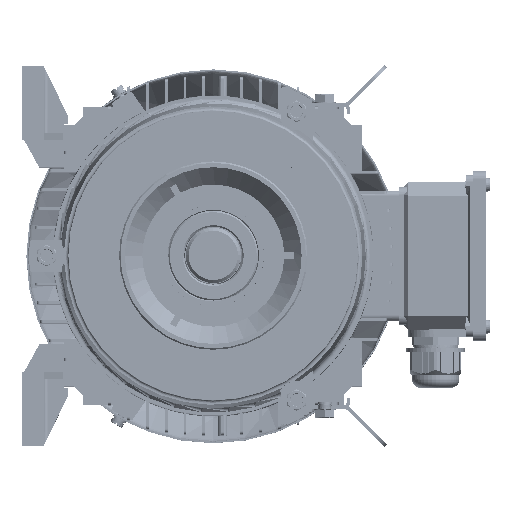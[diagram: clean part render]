
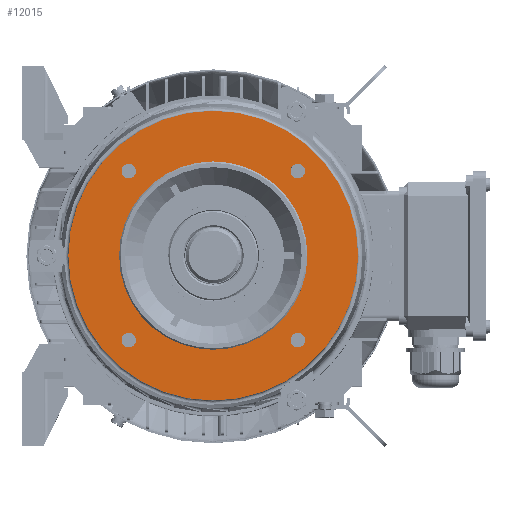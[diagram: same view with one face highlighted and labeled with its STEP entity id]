
A CAD part, top view. The second image highlights one B-rep face of the part: STEP entity #12015.
In plain terms, the highlighted planar face has unit normal (0, 0, 1).
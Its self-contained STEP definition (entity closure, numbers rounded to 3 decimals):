
#2384=FACE_BOUND('',#24853,.T.);
#2385=FACE_BOUND('',#24854,.T.);
#2386=FACE_BOUND('',#24855,.T.);
#2387=FACE_BOUND('',#24856,.T.);
#2388=FACE_BOUND('',#24857,.T.);
#2389=FACE_BOUND('',#24858,.T.);
#4733=PLANE('',#109283);
#12015=ADVANCED_FACE('',(#2384,#2385,#2386,#2387,#2388,#2389),#4733,.F.);
#24853=EDGE_LOOP('',(#65185));
#24854=EDGE_LOOP('',(#65186));
#24855=EDGE_LOOP('',(#65187));
#24856=EDGE_LOOP('',(#65188));
#24857=EDGE_LOOP('',(#65189));
#24858=EDGE_LOOP('',(#65190));
#65185=ORIENTED_EDGE('',*,*,#93979,.F.);
#65186=ORIENTED_EDGE('',*,*,#93980,.F.);
#65187=ORIENTED_EDGE('',*,*,#93981,.F.);
#65188=ORIENTED_EDGE('',*,*,#93982,.T.);
#65189=ORIENTED_EDGE('',*,*,#93983,.F.);
#65190=ORIENTED_EDGE('',*,*,#93984,.F.);
#80686=VERTEX_POINT('',#167975);
#80687=VERTEX_POINT('',#167977);
#80688=VERTEX_POINT('',#167979);
#80689=VERTEX_POINT('',#167981);
#80690=VERTEX_POINT('',#167983);
#80691=VERTEX_POINT('',#167985);
#93979=EDGE_CURVE('',#80686,#80686,#101525,.T.);
#93980=EDGE_CURVE('',#80687,#80687,#101526,.T.);
#93981=EDGE_CURVE('',#80688,#80688,#101527,.T.);
#93982=EDGE_CURVE('',#80689,#80689,#101528,.T.);
#93983=EDGE_CURVE('',#80690,#80690,#101529,.T.);
#93984=EDGE_CURVE('',#80691,#80691,#101530,.T.);
#101525=CIRCLE('',#109277,5.);
#101526=CIRCLE('',#109278,5.);
#101527=CIRCLE('',#109279,65.);
#101528=CIRCLE('',#109280,100.);
#101529=CIRCLE('',#109281,5.);
#101530=CIRCLE('',#109282,5.);
#109277=AXIS2_PLACEMENT_3D('',#167974,#132077,#132078);
#109278=AXIS2_PLACEMENT_3D('',#167976,#132079,#132080);
#109279=AXIS2_PLACEMENT_3D('',#167978,#132081,#132082);
#109280=AXIS2_PLACEMENT_3D('',#167980,#132083,#132084);
#109281=AXIS2_PLACEMENT_3D('',#167982,#132085,#132086);
#109282=AXIS2_PLACEMENT_3D('',#167984,#132087,#132088);
#109283=AXIS2_PLACEMENT_3D('',#167986,#132089,#132090);
#132077=DIRECTION('',(0.,0.,1.));
#132078=DIRECTION('',(0.,1.,0.));
#132079=DIRECTION('',(0.,0.,1.));
#132080=DIRECTION('',(0.,1.,0.));
#132081=DIRECTION('',(0.,0.,1.));
#132082=DIRECTION('',(0.,-1.,0.));
#132083=DIRECTION('',(0.,0.,1.));
#132084=DIRECTION('',(0.,-1.,0.));
#132085=DIRECTION('',(0.,0.,1.));
#132086=DIRECTION('',(0.,1.,0.));
#132087=DIRECTION('',(0.,0.,1.));
#132088=DIRECTION('',(0.,1.,0.));
#132089=DIRECTION('',(0.,0.,-1.));
#132090=DIRECTION('',(0.,1.,0.));
#167974=CARTESIAN_POINT('',(58.336,58.336,284.));
#167975=CARTESIAN_POINT('',(58.336,63.336,284.));
#167976=CARTESIAN_POINT('',(58.336,-58.336,284.));
#167977=CARTESIAN_POINT('',(58.336,-53.336,284.));
#167978=CARTESIAN_POINT('',(0.,0.,284.));
#167979=CARTESIAN_POINT('',(0.,-65.,284.));
#167980=CARTESIAN_POINT('',(0.,0.,284.));
#167981=CARTESIAN_POINT('',(0.,-100.,284.));
#167982=CARTESIAN_POINT('',(-58.336,-58.336,284.));
#167983=CARTESIAN_POINT('',(-58.336,-53.336,284.));
#167984=CARTESIAN_POINT('',(-58.336,58.336,284.));
#167985=CARTESIAN_POINT('',(-58.336,63.336,284.));
#167986=CARTESIAN_POINT('',(100.,0.,284.));
